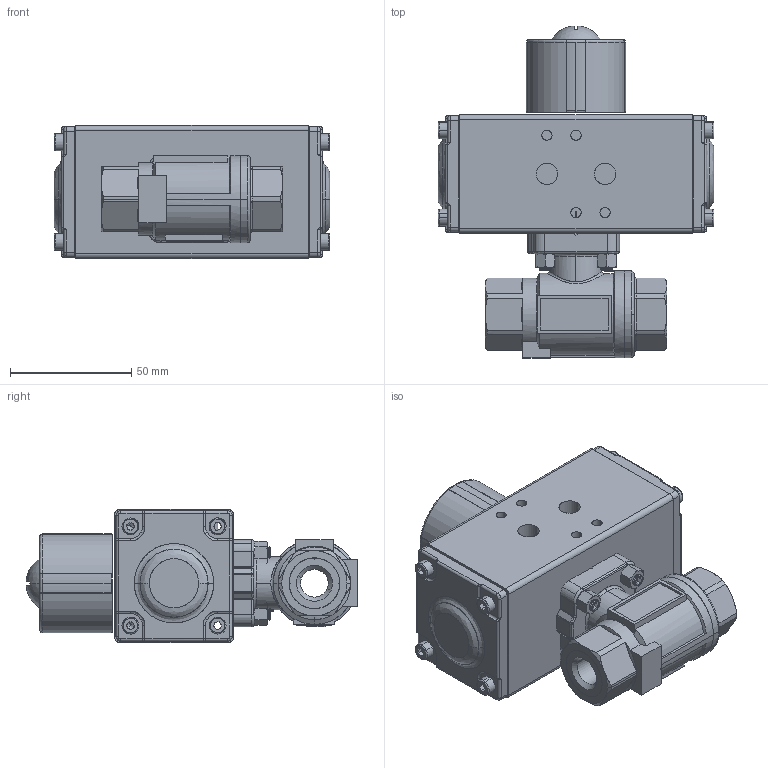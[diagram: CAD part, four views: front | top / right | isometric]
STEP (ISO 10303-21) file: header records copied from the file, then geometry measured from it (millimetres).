
FILE_DESCRIPTION (( 'STEP AP214' ), '1' );
FILE_NAME ('PK02_DN08_doppeltwirkend (PK02000001).STEP', '2022-01-19T14:16:27', ( '' ), ( '' ), 'SwSTEP 2.0', 'SolidWorks 2021', '' );
FILE_SCHEMA (( 'AUTOMOTIVE_DESIGN' ));
Length unit declared in the file: metre
Products named in the file (1): PK02_DN08_doppeltwirkend (PK02000001)
Bounding box: 114 x 137.15 x 55 mm (x, y, z)
Surface area: 57022.1 mm2 (no closed solid volume)
Topology: 0 solids, 657 shells, 817 faces, 3650 edges, 3467 vertices
Faces by surface type: plane 325, cylinder 229, bspline 153, cone 108, sphere 2
Entity records: 63465 total; most frequent: CARTESIAN_POINT 27206, DIRECTION 5089, ORIENTED_EDGE 3943, EDGE_CURVE 3636, VERTEX_POINT 3467, VECTOR 1829, LINE 1829, AXIS2_PLACEMENT_3D 1630
